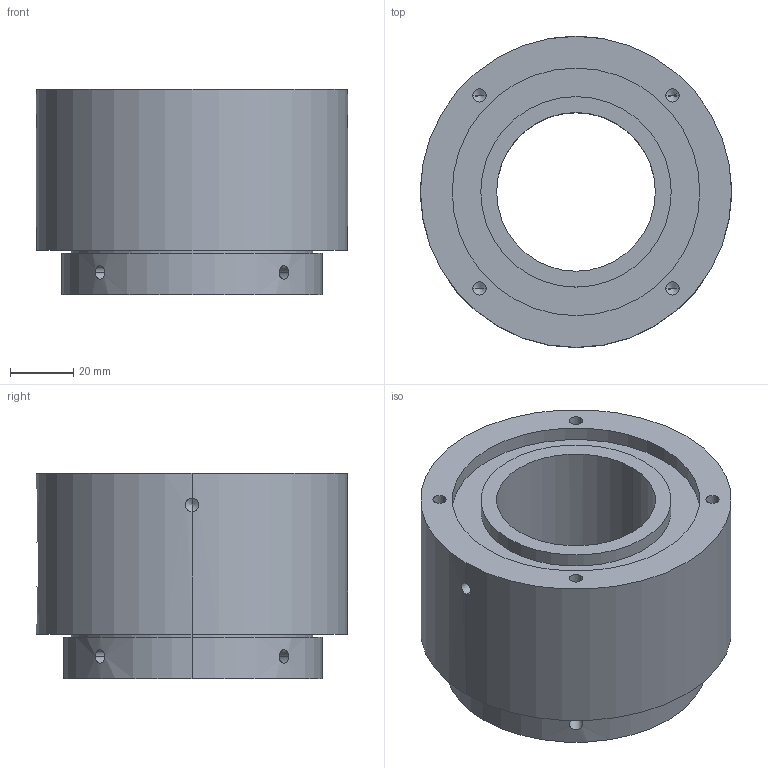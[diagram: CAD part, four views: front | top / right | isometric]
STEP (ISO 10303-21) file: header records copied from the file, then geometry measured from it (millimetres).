
FILE_DESCRIPTION (( 'STEP AP203' ), '1' );
FILE_NAME ('MEPH100F-02-ID50(A3809-3).STEP', '2020-07-10T07:11:58', ( '微软用户' ), ( '微软中国' ), 'SwSTEP 2.0', 'SolidWorks 2014', '' );
FILE_SCHEMA (( 'CONFIG_CONTROL_DESIGN' ));
Length unit declared in the file: millimetre
Products named in the file (1): MEPH100F-02-ID50(A3809-3)
Bounding box: 98 x 98 x 64.7 mm (x, y, z)
Volume: 316179.6 mm3; surface area: 46376.1 mm2
Topology: 1 solids, 1 shells, 69 faces, 162 edges, 94 vertices
Faces by surface type: cylinder 41, cone 16, plane 12
Entity records: 2567 total; most frequent: CARTESIAN_POINT 946, DIRECTION 330, ORIENTED_EDGE 300, EDGE_CURVE 150, AXIS2_PLACEMENT_3D 132, VERTEX_POINT 94, EDGE_LOOP 90, FACE_OUTER_BOUND 69
